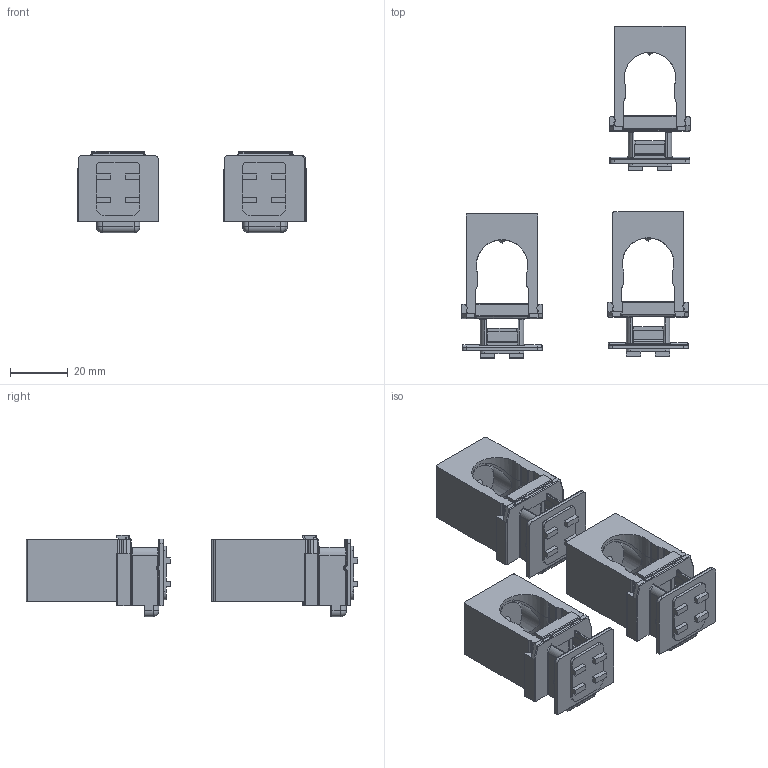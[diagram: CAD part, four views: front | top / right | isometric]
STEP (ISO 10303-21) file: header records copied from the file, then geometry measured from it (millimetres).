
FILE_DESCRIPTION(/* description */ (''),/* implementation_level */ '2;1');
FILE_NAME(/* name */ 'FILE_STP_CAD_DRAWING_3D_P5X502_prt.stp',/* time_stamp */ '2025-08-29T08:49:46+02:00',/* author */ (''),/* organization */ (''),/* preprocessor_version */ 'ST-DEVELOPER v20',/* originating_system */ 'SIEMENS PLM Software NX2406.8500',/* authorisation */ '');
FILE_SCHEMA (('AUTOMOTIVE_DESIGN { 1 0 10303 214 3 1 1 1 }'));
Length unit declared in the file: millimetre
Products named in the file (1): 3D_P5X502
Bounding box: 78.8 x 114.5 x 28.1 mm (x, y, z)
Surface area: 32646.1 mm2 (no closed solid volume)
Topology: 0 solids, 16 shells, 735 faces, 2509 edges, 1681 vertices
Faces by surface type: plane 335, cylinder 300, torus 42, sphere 28, cone 18, bspline 12
Entity records: 28531 total; most frequent: CARTESIAN_POINT 6911, DIRECTION 4518, ORIENTED_EDGE 4320, EDGE_CURVE 2478, VERTEX_POINT 1681, AXIS2_PLACEMENT_3D 1512, LINE 1494, VECTOR 1494
